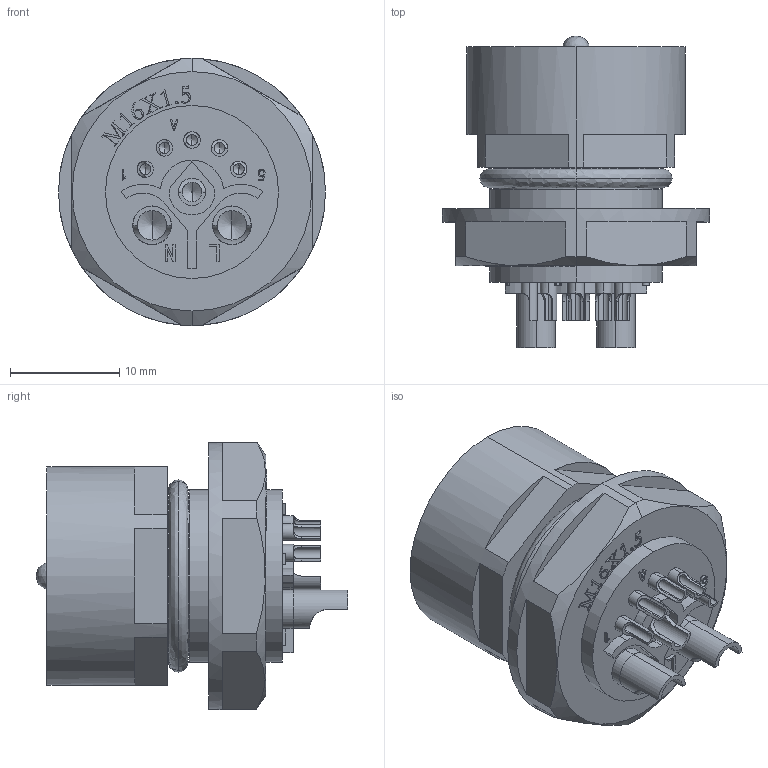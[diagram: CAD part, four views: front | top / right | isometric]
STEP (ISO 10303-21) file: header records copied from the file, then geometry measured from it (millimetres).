
FILE_DESCRIPTION (( 'STEP AP203' ), '1' );
FILE_NAME ('P322.STEP', '2020-04-15T05:43:32', ( 'edpusr' ), ( 'Microsoft' ), 'SwSTEP 2.0', 'SolidWorks 2015', '' );
FILE_SCHEMA (( 'CONFIG_CONTROL_DESIGN' ));
Length unit declared in the file: millimetre
Products named in the file (1): P322
Bounding box: 24.4 x 28.5 x 24.4 mm (x, y, z)
Volume: 5558.8 mm3; surface area: 4072.6 mm2
Topology: 2 solids, 2 shells, 485 faces, 1322 edges, 860 vertices
Faces by surface type: plane 262, cylinder 112, bspline 93, cone 18
Entity records: 19015 total; most frequent: CARTESIAN_POINT 7274, ORIENTED_EDGE 2584, DIRECTION 2123, EDGE_CURVE 1292, VERTEX_POINT 860, VECTOR 831, LINE 831, AXIS2_PLACEMENT_3D 646
